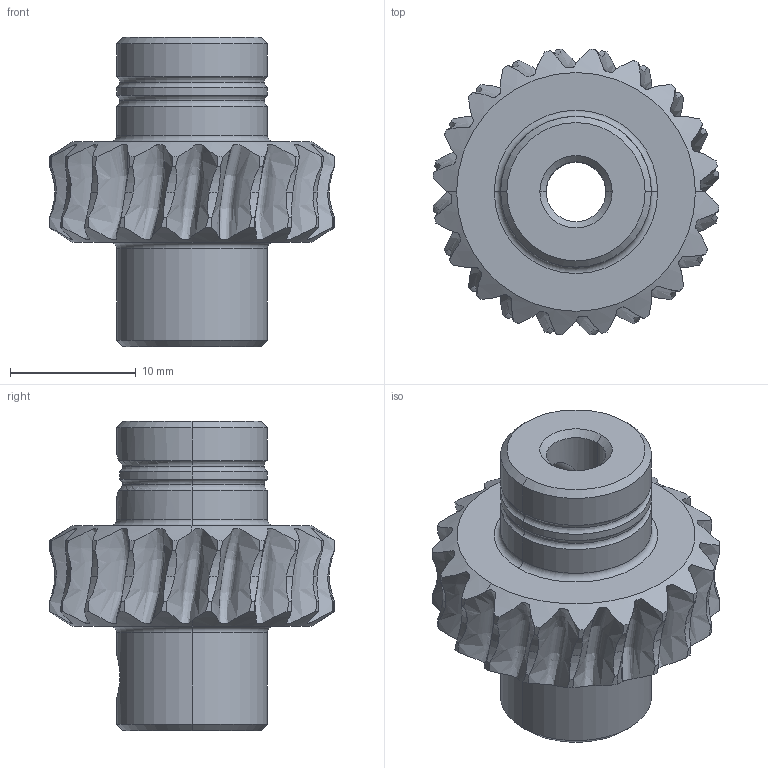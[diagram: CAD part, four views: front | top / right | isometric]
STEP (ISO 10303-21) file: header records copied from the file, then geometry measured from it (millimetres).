
FILE_DESCRIPTION (( 'STEP AP214' ), '1' );
FILE_NAME ('Pitsco Education-739900_X108133.step', '2017-10-17T01:10:06', ( '' ), ( '' ), 'SwSTEP 2.0', 'SolidWorks 2017', '' );
FILE_SCHEMA (( 'AUTOMOTIVE_DESIGN' ));
Length unit declared in the file: millimetre
Products named in the file (1): Pitsco Education-739900_X108133
Bounding box: 22.73 x 22.73 x 24.6 mm (x, y, z)
Volume: 3932.8 mm3; surface area: 2503.3 mm2
Topology: 1 solids, 1 shells, 147 faces, 408 edges, 264 vertices
Faces by surface type: torus 56, cylinder 55, bspline 20, cone 12, plane 4
Entity records: 15676 total; most frequent: CARTESIAN_POINT 12186, ORIENTED_EDGE 816, DIRECTION 598, EDGE_CURVE 408, AXIS2_PLACEMENT_3D 286, VERTEX_POINT 264, B_SPLINE_CURVE_WITH_KNOTS 224, CIRCLE 158
